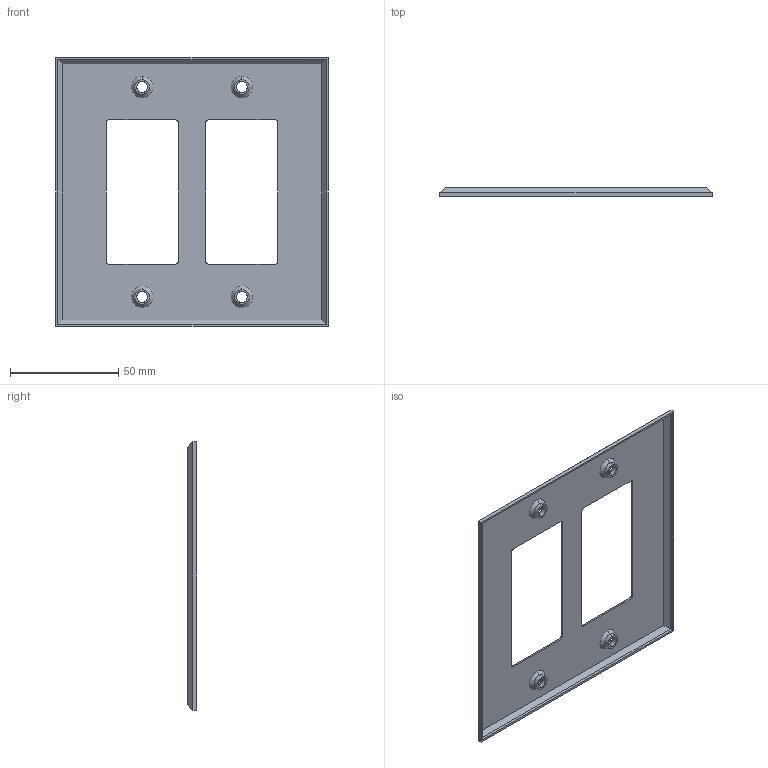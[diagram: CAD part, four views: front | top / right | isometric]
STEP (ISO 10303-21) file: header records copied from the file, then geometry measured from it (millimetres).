
FILE_DESCRIPTION (( 'STEP AP214' ), '1' );
FILE_NAME ('MWP500D-WT.STEP', '2013-07-02T14:35:06', ( 'L-Com' ), ( 'L-Com Global Connectivity' ), 'SwSTEP 2.0', 'SolidWorks 2012', '' );
FILE_SCHEMA (( 'AUTOMOTIVE_DESIGN' ));
Length unit declared in the file: inch
Products named in the file (1): MWP500D-WT
Bounding box: 125.48 x 4.19 x 123.95 mm (x, y, z)
Volume: 10844.4 mm3; surface area: 25249.1 mm2
Topology: 1 solids, 1 shells, 71 faces, 168 edges, 104 vertices
Faces by surface type: plane 31, cylinder 24, cone 16
Entity records: 2306 total; most frequent: DIRECTION 376, CARTESIAN_POINT 344, ORIENTED_EDGE 336, EDGE_CURVE 168, AXIS2_PLACEMENT_3D 136, LINE 104, VECTOR 104, VERTEX_POINT 104
